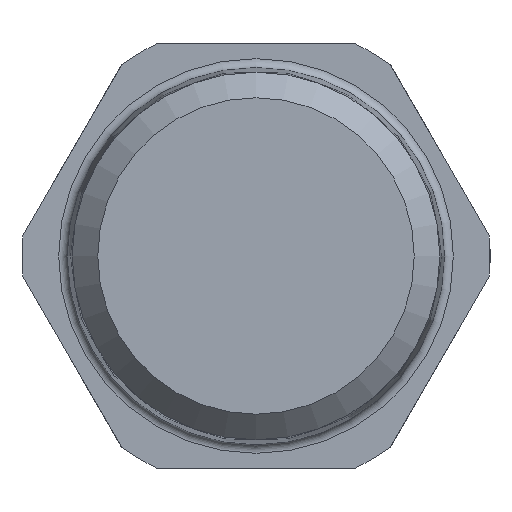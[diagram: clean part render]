
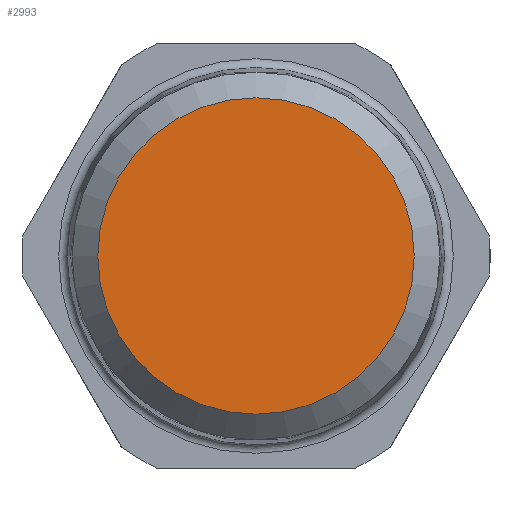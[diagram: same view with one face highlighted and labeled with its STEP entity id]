
A CAD part, left-side view. The second image highlights one B-rep face of the part: STEP entity #2993.
In plain terms, the highlighted planar face has unit normal (-1, 0, 0).
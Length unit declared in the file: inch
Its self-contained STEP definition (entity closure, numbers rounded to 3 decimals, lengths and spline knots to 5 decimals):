
#561=FACE_OUTER_BOUND('',#726,.T.);
#726=EDGE_LOOP('',(#2490,#2491));
#965=CIRCLE('',#3391,0.3526);
#966=CIRCLE('',#3392,0.3526);
#1255=VERTEX_POINT('',#5916);
#1256=VERTEX_POINT('',#5917);
#1675=EDGE_CURVE('',#1255,#1256,#965,.T.);
#1676=EDGE_CURVE('',#1256,#1255,#966,.T.);
#2490=ORIENTED_EDGE('',*,*,#1675,.F.);
#2491=ORIENTED_EDGE('',*,*,#1676,.F.);
#2681=PLANE('',#3390);
#2993=ADVANCED_FACE('',(#561),#2681,.T.);
#3390=AXIS2_PLACEMENT_3D('',#5915,#4228,#4229);
#3391=AXIS2_PLACEMENT_3D('',#5918,#4230,#4231);
#3392=AXIS2_PLACEMENT_3D('',#5919,#4232,#4233);
#4228=DIRECTION('center_axis',(-1.,0.,0.));
#4229=DIRECTION('ref_axis',(0.,0.,
-1.));
#4230=DIRECTION('center_axis',(1.,0.,0.));
#4231=DIRECTION('ref_axis',(0.,0.,
1.));
#4232=DIRECTION('center_axis',(1.,0.,0.));
#4233=DIRECTION('ref_axis',(0.,0.,
1.));
#5915=CARTESIAN_POINT('Origin',(-0.82283,-0.3526,0.));
#5916=CARTESIAN_POINT('',(-0.82283,-0.3526,0.));
#5917=CARTESIAN_POINT('',(-0.82283,0.3526,0.));
#5918=CARTESIAN_POINT('Origin',(-0.82283,0.,
0.));
#5919=CARTESIAN_POINT('Origin',(-0.82283,0.,
0.));
